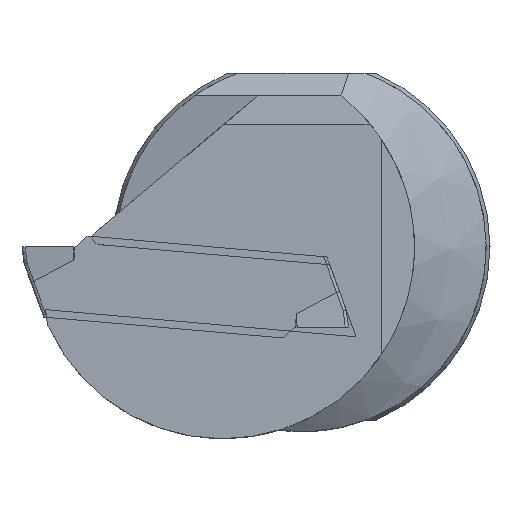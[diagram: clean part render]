
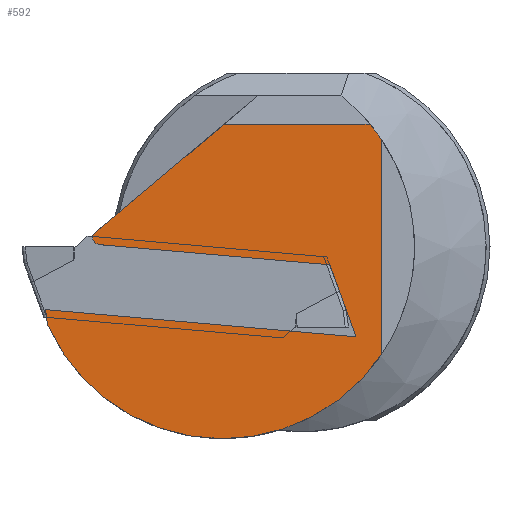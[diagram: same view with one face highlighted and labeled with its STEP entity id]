
A CAD part, left-side view. The second image highlights one B-rep face of the part: STEP entity #592.
In plain terms, the highlighted planar face has unit normal (-1, 0, 0).
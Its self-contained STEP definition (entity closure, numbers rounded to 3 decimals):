
#59=CIRCLE('',#1627,12.7);
#60=CIRCLE('',#1628,12.7);
#61=CIRCLE('',#1629,0.5);
#592=ADVANCED_FACE('',(#690),#638,.T.);
#638=PLANE('',#1630);
#690=FACE_OUTER_BOUND('',#749,.T.);
#749=EDGE_LOOP('',(#974,#975,#976,#977,#978,#979,#980,#981,#982,#983));
#974=ORIENTED_EDGE('',*,*,#1307,.T.);
#975=ORIENTED_EDGE('',*,*,#1308,.F.);
#976=ORIENTED_EDGE('',*,*,#1309,.F.);
#977=ORIENTED_EDGE('',*,*,#1310,.F.);
#978=ORIENTED_EDGE('',*,*,#1311,.F.);
#979=ORIENTED_EDGE('',*,*,#1312,.F.);
#980=ORIENTED_EDGE('',*,*,#1313,.F.);
#981=ORIENTED_EDGE('',*,*,#1314,.T.);
#982=ORIENTED_EDGE('',*,*,#1315,.T.);
#983=ORIENTED_EDGE('',*,*,#1316,.T.);
#1170=VERTEX_POINT('',#2261);
#1171=VERTEX_POINT('',#2262);
#1172=VERTEX_POINT('',#2264);
#1173=VERTEX_POINT('',#2266);
#1174=VERTEX_POINT('',#2268);
#1175=VERTEX_POINT('',#2270);
#1176=VERTEX_POINT('',#2272);
#1177=VERTEX_POINT('',#2274);
#1178=VERTEX_POINT('',#2276);
#1179=VERTEX_POINT('',#2278);
#1307=EDGE_CURVE('',#1170,#1171,#1426,.T.);
#1308=EDGE_CURVE('',#1172,#1171,#1427,.T.);
#1309=EDGE_CURVE('',#1173,#1172,#59,.T.);
#1310=EDGE_CURVE('',#1174,#1173,#1428,.T.);
#1311=EDGE_CURVE('',#1175,#1174,#60,.T.);
#1312=EDGE_CURVE('',#1176,#1175,#1429,.T.);
#1313=EDGE_CURVE('',#1177,#1176,#1430,.T.);
#1314=EDGE_CURVE('',#1177,#1178,#61,.T.);
#1315=EDGE_CURVE('',#1178,#1179,#1431,.T.);
#1316=EDGE_CURVE('',#1179,#1170,#1432,.T.);
#1426=LINE('',#2260,#1526);
#1427=LINE('',#2263,#1527);
#1428=LINE('',#2267,#1528);
#1429=LINE('',#2271,#1529);
#1430=LINE('',#2273,#1530);
#1431=LINE('',#2277,#1531);
#1432=LINE('',#2279,#1532);
#1526=VECTOR('',#1877,1.);
#1527=VECTOR('',#1878,1.);
#1528=VECTOR('',#1881,1.);
#1529=VECTOR('',#1884,1.);
#1530=VECTOR('',#1885,1.);
#1531=VECTOR('',#1888,1.);
#1532=VECTOR('',#1889,1.);
#1627=AXIS2_PLACEMENT_3D('',#2265,#1879,#1880);
#1628=AXIS2_PLACEMENT_3D('',#2269,#1882,#1883);
#1629=AXIS2_PLACEMENT_3D('',#2275,#1886,#1887);
#1630=AXIS2_PLACEMENT_3D('',#2280,#1890,#1891);
#1877=DIRECTION('',(0.,0.996,0.087));
#1878=DIRECTION('',(0.,0.122,0.993));
#1879=DIRECTION('',(1.,0.,0.));
#1880=DIRECTION('',(0.,1.,0.));
#1881=DIRECTION('',(0.,0.,-1.));
#1882=DIRECTION('',(1.,0.,0.));
#1883=DIRECTION('',(0.,1.,0.));
#1884=DIRECTION('',(0.,-1.,0.));
#1885=DIRECTION('',(0.,-0.766,0.643));
#1886=DIRECTION('',(-1.,0.,0.));
#1887=DIRECTION('',(0.,1.,0.));
#1888=DIRECTION('',(0.,-0.996,-0.087));
#1889=DIRECTION('',(0.,-0.342,-0.94));
#1890=DIRECTION('',(-1.,0.,0.));
#1891=DIRECTION('',(0.,1.,0.));
#2260=CARTESIAN_POINT('',(0.3,0.489,-5.591));
#2261=CARTESIAN_POINT('',(0.3,-3.62,-5.951));
#2262=CARTESIAN_POINT('',(0.3,16.938,-4.152));
#2263=CARTESIAN_POINT('',(0.3,17.189,-2.11));
#2264=CARTESIAN_POINT('',(0.3,16.818,-5.13));
#2265=CARTESIAN_POINT('',(0.3,5.2,0.));
#2266=CARTESIAN_POINT('',(0.3,-5.3,-7.144));
#2267=CARTESIAN_POINT('',(0.3,-5.3,0.));
#2268=CARTESIAN_POINT('',(0.3,-5.3,7.144));
#2269=CARTESIAN_POINT('',(0.3,5.2,0.));
#2270=CARTESIAN_POINT('',(0.3,-4.553,8.135));
#2271=CARTESIAN_POINT('',(0.3,0.,8.135));
#2272=CARTESIAN_POINT('',(0.3,5.101,8.135));
#2273=CARTESIAN_POINT('',(0.3,6.113,7.285));
#2274=CARTESIAN_POINT('',(0.3,13.776,0.856));
#2275=CARTESIAN_POINT('',(0.3,13.32,0.651));
#2276=CARTESIAN_POINT('',(0.3,13.363,0.153));
#2277=CARTESIAN_POINT('',(0.3,0.088,-1.009));
#2278=CARTESIAN_POINT('',(0.3,-1.884,-1.181));
#2279=CARTESIAN_POINT('',(0.3,-1.284,0.467));
#2280=CARTESIAN_POINT('',(0.3,0.,0.));
